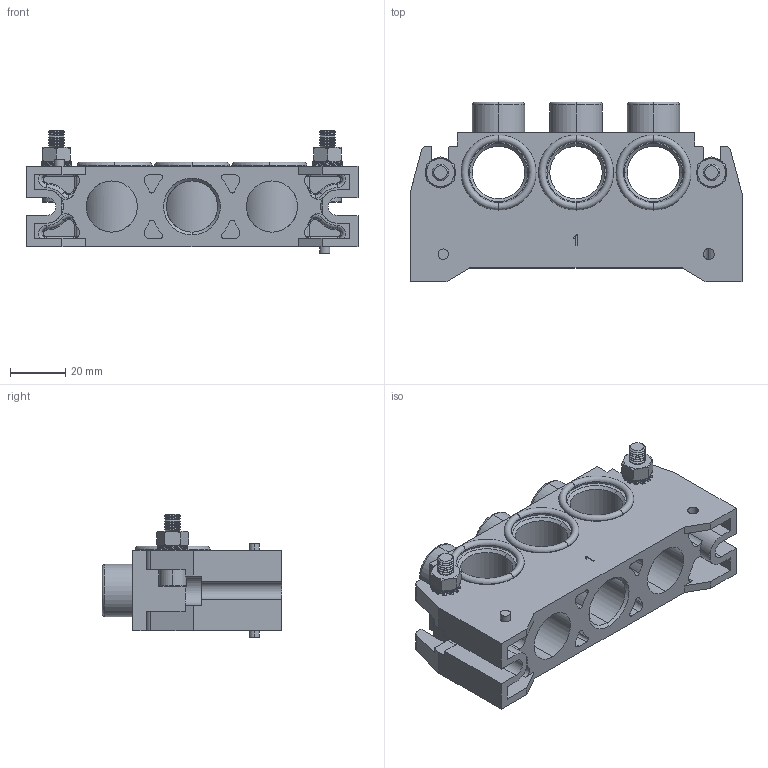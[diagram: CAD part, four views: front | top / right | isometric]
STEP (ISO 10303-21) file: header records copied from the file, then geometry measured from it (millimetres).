
FILE_DESCRIPTION (( 'STEP AP214' ), '1' );
FILE_NAME ('02_004_2.STEP', '2016-01-28T08:37:02', ( '' ), ( '' ), 'SwSTEP 2.0', 'SolidWorks 2016', '' );
FILE_SCHEMA (( 'AUTOMOTIVE_DESIGN' ));
Length unit declared in the file: millimetre
Products named in the file (1): 02_004_2
Bounding box: 120 x 65 x 44.5 mm (x, y, z)
Volume: 102888.1 mm3; surface area: 46907.1 mm2
Topology: 6 solids, 6 shells, 2547 faces, 7417 edges, 4903 vertices
Faces by surface type: cylinder 2067, plane 256, cone 148, torus 74, bspline 2
Entity records: 100774 total; most frequent: CARTESIAN_POINT 41486, ORIENTED_EDGE 14814, DIRECTION 7525, EDGE_CURVE 7407, B_SPLINE_CURVE_WITH_KNOTS 5624, VERTEX_POINT 4903, AXIS2_PLACEMENT_3D 3246, EDGE_LOOP 2594
